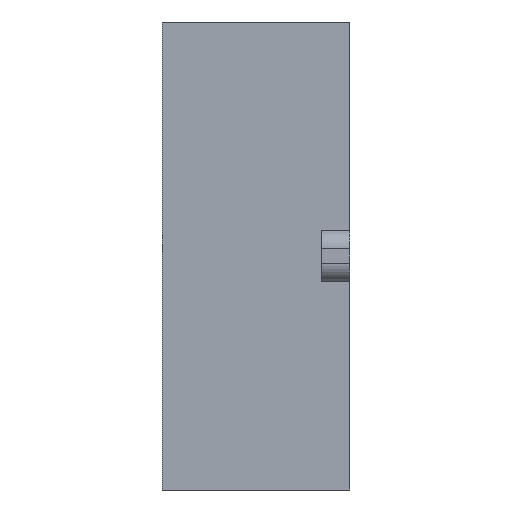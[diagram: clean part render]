
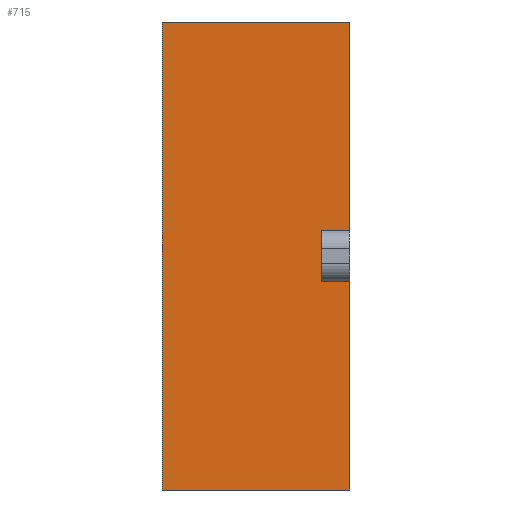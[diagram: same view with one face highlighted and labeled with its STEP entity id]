
A CAD part, left-side view. The second image highlights one B-rep face of the part: STEP entity #715.
In plain terms, the highlighted planar face has unit normal (-1, 0, 0).
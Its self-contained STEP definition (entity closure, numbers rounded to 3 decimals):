
#64=FACE_OUTER_BOUND('',#102,.T.);
#102=EDGE_LOOP('',(#549,#550,#551,#552,#553,#554,#555,#556));
#163=LINE('',#1074,#236);
#172=LINE('',#1099,#245);
#173=LINE('',#1102,#246);
#175=LINE('',#1106,#248);
#176=LINE('',#1108,#249);
#177=LINE('',#1110,#250);
#178=LINE('',#1112,#251);
#179=LINE('',#1113,#252);
#236=VECTOR('',#869,10.);
#245=VECTOR('',#896,10.);
#246=VECTOR('',#899,10.);
#248=VECTOR('',#903,10.);
#249=VECTOR('',#904,10.);
#250=VECTOR('',#905,10.);
#251=VECTOR('',#906,10.);
#252=VECTOR('',#907,10.);
#336=VERTEX_POINT('',#1071);
#337=VERTEX_POINT('',#1073);
#344=VERTEX_POINT('',#1097);
#345=VERTEX_POINT('',#1101);
#346=VERTEX_POINT('',#1105);
#347=VERTEX_POINT('',#1107);
#348=VERTEX_POINT('',#1109);
#349=VERTEX_POINT('',#1111);
#409=EDGE_CURVE('',#337,#336,#163,.T.);
#422=EDGE_CURVE('',#336,#344,#172,.T.);
#423=EDGE_CURVE('',#345,#337,#173,.T.);
#425=EDGE_CURVE('',#346,#344,#175,.T.);
#426=EDGE_CURVE('',#347,#346,#176,.T.);
#427=EDGE_CURVE('',#348,#347,#177,.T.);
#428=EDGE_CURVE('',#348,#349,#178,.T.);
#429=EDGE_CURVE('',#345,#349,#179,.T.);
#549=ORIENTED_EDGE('',*,*,#422,.T.);
#550=ORIENTED_EDGE('',*,*,#425,.F.);
#551=ORIENTED_EDGE('',*,*,#426,.F.);
#552=ORIENTED_EDGE('',*,*,#427,.F.);
#553=ORIENTED_EDGE('',*,*,#428,.T.);
#554=ORIENTED_EDGE('',*,*,#429,.F.);
#555=ORIENTED_EDGE('',*,*,#423,.T.);
#556=ORIENTED_EDGE('',*,*,#409,.T.);
#686=PLANE('',#777);
#715=ADVANCED_FACE('',(#64),#686,.T.);
#777=AXIS2_PLACEMENT_3D('',#1104,#901,#902);
#869=DIRECTION('',(0.,0.,1.));
#896=DIRECTION('',(0.,-1.,0.));
#899=DIRECTION('',(0.,1.,0.));
#901=DIRECTION('center_axis',(-1.,0.,0.));
#902=DIRECTION('ref_axis',(0.,0.,-1.));
#903=DIRECTION('',(0.,0.,-1.));
#904=DIRECTION('',(0.,-1.,0.));
#905=DIRECTION('',(0.,0.,1.));
#906=DIRECTION('',(0.,-1.,0.));
#907=DIRECTION('',(0.,0.,-1.));
#1071=CARTESIAN_POINT('',(-1.,-17.,27.75));
#1073=CARTESIAN_POINT('',(-1.,-17.,22.25));
#1074=CARTESIAN_POINT('',(-1.,-17.,25.));
#1097=CARTESIAN_POINT('',(-1.,-20.,27.75));
#1099=CARTESIAN_POINT('',(-1.,0.,27.75));
#1101=CARTESIAN_POINT('',(-1.,-20.,22.25));
#1102=CARTESIAN_POINT('',(-1.,0.,22.25));
#1104=CARTESIAN_POINT('Origin',(-1.,0.,50.));
#1105=CARTESIAN_POINT('',(-1.,-20.,50.));
#1106=CARTESIAN_POINT('',(-1.,-20.,-39.934));
#1107=CARTESIAN_POINT('',(-1.,0.,50.));
#1108=CARTESIAN_POINT('',(-1.,0.,50.));
#1109=CARTESIAN_POINT('',(-1.,0.,0.));
#1110=CARTESIAN_POINT('',(-1.,0.,-39.934));
#1111=CARTESIAN_POINT('',(-1.,-20.,0.));
#1112=CARTESIAN_POINT('',(-1.,0.,0.));
#1113=CARTESIAN_POINT('',(-1.,-20.,-39.934));
